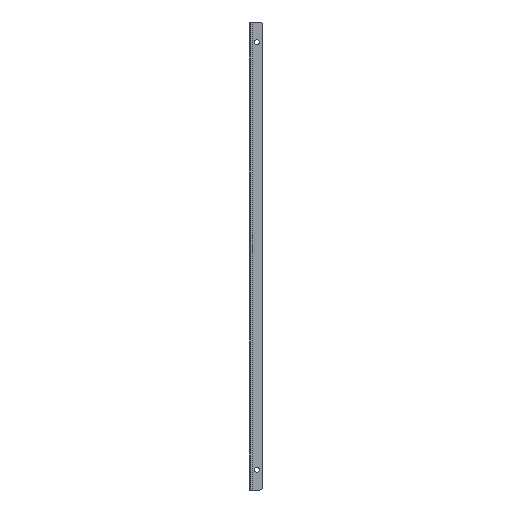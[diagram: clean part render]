
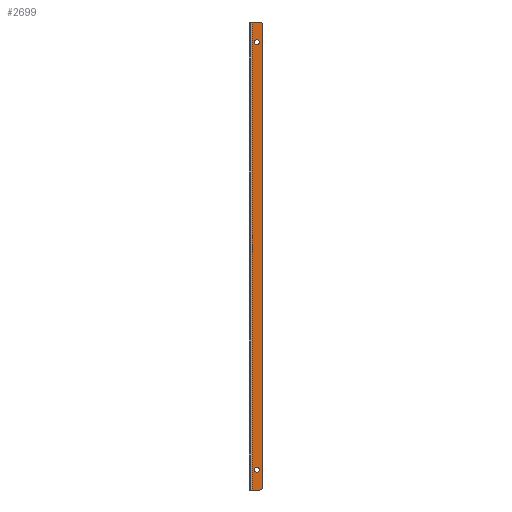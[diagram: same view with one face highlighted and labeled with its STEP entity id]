
A CAD part, left-side view. The second image highlights one B-rep face of the part: STEP entity #2699.
In plain terms, the highlighted planar face has unit normal (-1, 0, 0).
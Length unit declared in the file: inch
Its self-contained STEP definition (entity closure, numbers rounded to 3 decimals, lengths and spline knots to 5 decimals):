
#18 = DIRECTION ( 'NONE',  ( 0., -1., 0. ) ) ;
#118 = CARTESIAN_POINT ( 'NONE',  ( -36.304, -0.112, 8.6875 ) ) ;
#123 = DIRECTION ( 'NONE',  ( 1., 0., 0. ) ) ;
#367 = VECTOR ( 'NONE', #4655, 39.37008 ) ;
#392 = EDGE_CURVE ( 'NONE', #2138, #5247, #4529, .T. ) ;
#467 = ORIENTED_EDGE ( 'NONE', *, *, #392, .T. ) ;
#475 = DIRECTION ( 'NONE',  ( -1., 0., 0. ) ) ;
#530 = CARTESIAN_POINT ( 'NONE',  ( -36.304, -0.375, -8.5625 ) ) ;
#618 = VERTEX_POINT ( 'NONE', #1470 ) ;
#629 = AXIS2_PLACEMENT_3D ( 'NONE', #3016, #123, #956 ) ;
#631 = DIRECTION ( 'NONE',  ( -1., 0., 0. ) ) ;
#720 = FACE_BOUND ( 'NONE', #1910, .T. ) ;
#742 = CARTESIAN_POINT ( 'NONE',  ( -36.304, -0.5, -8.5625 ) ) ;
#823 = EDGE_CURVE ( 'NONE', #5247, #2138, #3627, .T. ) ;
#882 = ORIENTED_EDGE ( 'NONE', *, *, #3269, .F. ) ;
#930 = VERTEX_POINT ( 'NONE', #2224 ) ;
#946 = VECTOR ( 'NONE', #1288, 39.37008 ) ;
#956 = DIRECTION ( 'NONE',  ( 0., 0., 1. ) ) ;
#1073 = VERTEX_POINT ( 'NONE', #4563 ) ;
#1280 = CARTESIAN_POINT ( 'NONE',  ( -36.304, -0.375, 8.6875 ) ) ;
#1288 = DIRECTION ( 'NONE',  ( 0., 0., -1. ) ) ;
#1334 = EDGE_LOOP ( 'NONE', ( #2077, #882, #2428, #1899, #1713, #1501 ) ) ;
#1417 = CARTESIAN_POINT ( 'NONE',  ( -36.304, -0.28, 7.9375 ) ) ;
#1470 = CARTESIAN_POINT ( 'NONE',  ( -36.304, -0.5, 8.5625 ) ) ;
#1501 = ORIENTED_EDGE ( 'NONE', *, *, #3086, .T. ) ;
#1520 = DIRECTION ( 'NONE',  ( 1., 0., 0. ) ) ;
#1610 = ORIENTED_EDGE ( 'NONE', *, *, #3452, .T. ) ;
#1650 = AXIS2_PLACEMENT_3D ( 'NONE', #2889, #631, #5506 ) ;
#1713 = ORIENTED_EDGE ( 'NONE', *, *, #3795, .F. ) ;
#1730 = VERTEX_POINT ( 'NONE', #1280 ) ;
#1833 = DIRECTION ( 'NONE',  ( 0., 0., -1. ) ) ;
#1899 = ORIENTED_EDGE ( 'NONE', *, *, #5216, .T. ) ;
#1910 = EDGE_LOOP ( 'NONE', ( #5307, #467 ) ) ;
#1988 = EDGE_CURVE ( 'NONE', #1073, #2154, #4922, .T. ) ;
#2057 = AXIS2_PLACEMENT_3D ( 'NONE', #3089, #3518, #2741 ) ;
#2077 = ORIENTED_EDGE ( 'NONE', *, *, #2303, .F. ) ;
#2138 = VERTEX_POINT ( 'NONE', #2327 ) ;
#2154 = VERTEX_POINT ( 'NONE', #2804 ) ;
#2208 = EDGE_LOOP ( 'NONE', ( #1610, #2724 ) ) ;
#2224 = CARTESIAN_POINT ( 'NONE',  ( -36.304, -0.28, 8.0315 ) ) ;
#2292 = DIRECTION ( 'NONE',  ( 1., 0., 0. ) ) ;
#2303 = EDGE_CURVE ( 'NONE', #4383, #1730, #4631, .T. ) ;
#2327 = CARTESIAN_POINT ( 'NONE',  ( -36.304, -0.28, -8.0315 ) ) ;
#2428 = ORIENTED_EDGE ( 'NONE', *, *, #1988, .T. ) ;
#2457 = AXIS2_PLACEMENT_3D ( 'NONE', #1417, #2292, #5361 ) ;
#2580 = EDGE_CURVE ( 'NONE', #4231, #930, #3463, .T. ) ;
#2699 = ADVANCED_FACE ( 'NONE', ( #5005, #720, #4569 ), #5438, .F. ) ;
#2724 = ORIENTED_EDGE ( 'NONE', *, *, #2580, .T. ) ;
#2741 = DIRECTION ( 'NONE',  ( 0., 0., -1. ) ) ;
#2804 = CARTESIAN_POINT ( 'NONE',  ( -36.304, -0.375, -8.6875 ) ) ;
#2821 = DIRECTION ( 'NONE',  ( 0., -1., 0. ) ) ;
#2889 = CARTESIAN_POINT ( 'NONE',  ( -36.304, -0.375, 8.5625 ) ) ;
#2905 = CARTESIAN_POINT ( 'NONE',  ( -36.304, -0.112, 8.6875 ) ) ;
#3012 = AXIS2_PLACEMENT_3D ( 'NONE', #5363, #4040, #3250 ) ;
#3016 = CARTESIAN_POINT ( 'NONE',  ( -36.304, -0.28, -7.9375 ) ) ;
#3017 = LINE ( 'NONE', #3417, #946 ) ;
#3038 = AXIS2_PLACEMENT_3D ( 'NONE', #530, #475, #1833 ) ;
#3086 = EDGE_CURVE ( 'NONE', #618, #1730, #4389, .T. ) ;
#3089 = CARTESIAN_POINT ( 'NONE',  ( -36.304, -0.28, -7.9375 ) ) ;
#3250 = DIRECTION ( 'NONE',  ( 0., 0., 1. ) ) ;
#3269 = EDGE_CURVE ( 'NONE', #1073, #4383, #3670, .T. ) ;
#3417 = CARTESIAN_POINT ( 'NONE',  ( -36.304, -0.5, 8.5625 ) ) ;
#3452 = EDGE_CURVE ( 'NONE', #930, #4231, #5490, .T. ) ;
#3453 = VECTOR ( 'NONE', #18, 39.37008 ) ;
#3463 = CIRCLE ( 'NONE', #2457, 0.094 ) ;
#3518 = DIRECTION ( 'NONE',  ( 1., 0., 0. ) ) ;
#3627 = CIRCLE ( 'NONE', #629, 0.094 ) ;
#3647 = AXIS2_PLACEMENT_3D ( 'NONE', #4647, #1520, #2821 ) ;
#3670 = LINE ( 'NONE', #5524, #4481 ) ;
#3795 = EDGE_CURVE ( 'NONE', #618, #4045, #3017, .T. ) ;
#3923 = CARTESIAN_POINT ( 'NONE',  ( -36.304, -0.112, -8.6875 ) ) ;
#3949 = CARTESIAN_POINT ( 'NONE',  ( -36.304, -0.28, -7.8435 ) ) ;
#4040 = DIRECTION ( 'NONE',  ( 1., 0., 0. ) ) ;
#4045 = VERTEX_POINT ( 'NONE', #742 ) ;
#4110 = CARTESIAN_POINT ( 'NONE',  ( -36.304, -0.28, 7.8435 ) ) ;
#4231 = VERTEX_POINT ( 'NONE', #4110 ) ;
#4383 = VERTEX_POINT ( 'NONE', #118 ) ;
#4389 = CIRCLE ( 'NONE', #1650, 0.125 ) ;
#4481 = VECTOR ( 'NONE', #5425, 39.37008 ) ;
#4529 = CIRCLE ( 'NONE', #2057, 0.094 ) ;
#4563 = CARTESIAN_POINT ( 'NONE',  ( -36.304, -0.112, -8.6875 ) ) ;
#4569 = FACE_OUTER_BOUND ( 'NONE', #1334, .T. ) ;
#4631 = LINE ( 'NONE', #2905, #367 ) ;
#4647 = CARTESIAN_POINT ( 'NONE',  ( -36.304, 0., 8.6875 ) ) ;
#4655 = DIRECTION ( 'NONE',  ( 0., -1., 0. ) ) ;
#4922 = LINE ( 'NONE', #3923, #3453 ) ;
#4966 = CIRCLE ( 'NONE', #3038, 0.125 ) ;
#5005 = FACE_BOUND ( 'NONE', #2208, .T. ) ;
#5216 = EDGE_CURVE ( 'NONE', #2154, #4045, #4966, .T. ) ;
#5247 = VERTEX_POINT ( 'NONE', #3949 ) ;
#5307 = ORIENTED_EDGE ( 'NONE', *, *, #823, .T. ) ;
#5361 = DIRECTION ( 'NONE',  ( 0., 0., -1. ) ) ;
#5363 = CARTESIAN_POINT ( 'NONE',  ( -36.304, -0.28, 7.9375 ) ) ;
#5425 = DIRECTION ( 'NONE',  ( 0., 0., 1. ) ) ;
#5438 = PLANE ( 'NONE',  #3647 ) ;
#5490 = CIRCLE ( 'NONE', #3012, 0.094 ) ;
#5506 = DIRECTION ( 'NONE',  ( 0., -1., 0. ) ) ;
#5524 = CARTESIAN_POINT ( 'NONE',  ( -36.304, -0.112, -8.6875 ) ) ;
